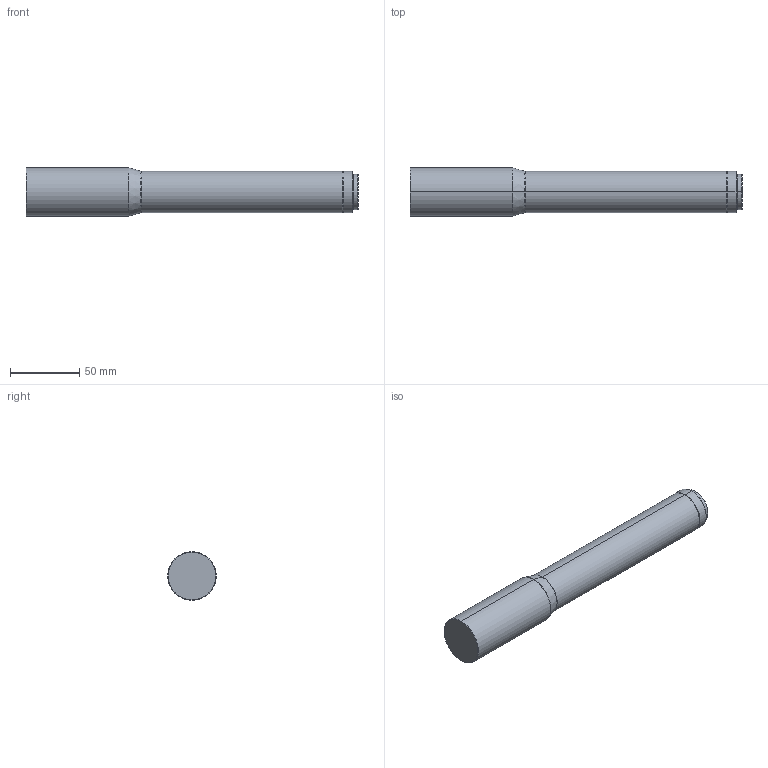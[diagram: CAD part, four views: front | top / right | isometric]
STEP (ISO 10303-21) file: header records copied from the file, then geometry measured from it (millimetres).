
FILE_DESCRIPTION (( 'STEP AP203' ), '1' );
FILE_NAME ('WH025-760A-230.STEP', '2021-11-29T06:20:43', ( '' ), ( '' ), 'SwSTEP 2.0', 'SolidWorks 2017', '' );
FILE_SCHEMA (( 'CONFIG_CONTROL_DESIGN' ));
Length unit declared in the file: millimetre
Products named in the file (1): WH025-760A-230
Bounding box: 239.7 x 35 x 35 mm (x, y, z)
Volume: 188614.5 mm3; surface area: 25519.5 mm2
Topology: 1 solids, 1 shells, 30 faces, 58 edges, 32 vertices
Faces by surface type: cone 12, cylinder 10, torus 4, plane 4
Entity records: 835 total; most frequent: DIRECTION 156, CARTESIAN_POINT 121, ORIENTED_EDGE 116, AXIS2_PLACEMENT_3D 67, EDGE_CURVE 58, CIRCLE 36, EDGE_LOOP 32, VERTEX_POINT 32
